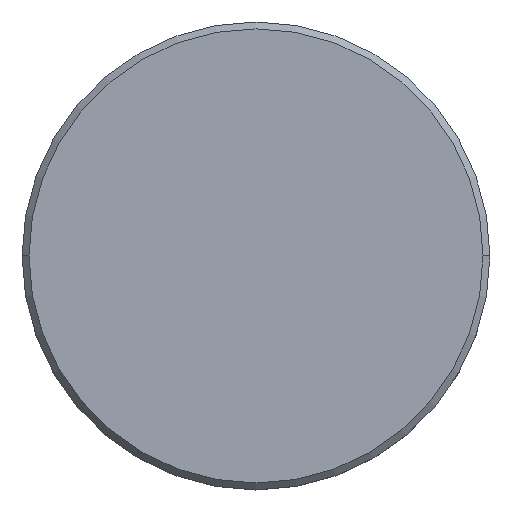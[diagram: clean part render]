
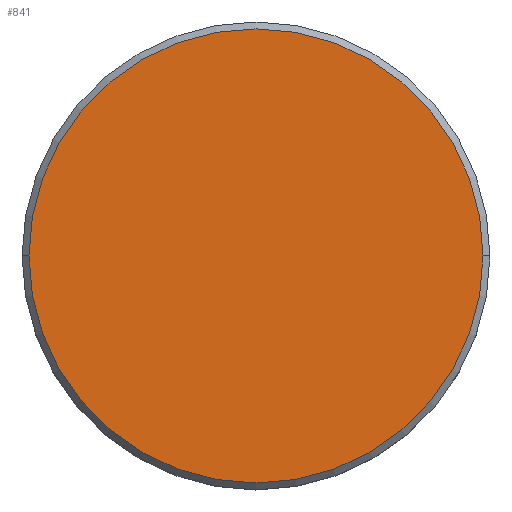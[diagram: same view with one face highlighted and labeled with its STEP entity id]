
A CAD part, top view. The second image highlights one B-rep face of the part: STEP entity #841.
In plain terms, the highlighted planar face has unit normal (0, 0, 1).
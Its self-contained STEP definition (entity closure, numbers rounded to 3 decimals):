
#70 = ORIENTED_EDGE ( 'NONE', *, *, #336, .T. ) ;
#82 = CARTESIAN_POINT ( 'NONE',  ( -16.5, 0., 0. ) ) ;
#83 = FACE_OUTER_BOUND ( 'NONE', #115, .T. ) ;
#115 = EDGE_LOOP ( 'NONE', ( #70, #409 ) ) ;
#117 = DIRECTION ( 'NONE',  ( 1., 0., 0. ) ) ;
#185 = CARTESIAN_POINT ( 'NONE',  ( 16.5, 0., 0. ) ) ;
#209 = CARTESIAN_POINT ( 'NONE',  ( 0., 0., 0. ) ) ;
#316 = DIRECTION ( 'NONE',  ( 1., 0., 0. ) ) ;
#336 = EDGE_CURVE ( 'NONE', #416, #851, #1081, .T. ) ;
#362 = DIRECTION ( 'NONE',  ( 1., 0., 0. ) ) ;
#366 = PLANE ( 'NONE',  #1119 ) ;
#409 = ORIENTED_EDGE ( 'NONE', *, *, #940, .T. ) ;
#416 = VERTEX_POINT ( 'NONE', #82 ) ;
#446 = DIRECTION ( 'NONE',  ( 0., 0., 1. ) ) ;
#457 = CARTESIAN_POINT ( 'NONE',  ( 0., 0., 0. ) ) ;
#501 = DIRECTION ( 'NONE',  ( 0., 0., 1. ) ) ;
#587 = DIRECTION ( 'NONE',  ( 0., 0., 1. ) ) ;
#674 = AXIS2_PLACEMENT_3D ( 'NONE', #946, #587, #316 ) ;
#750 = CIRCLE ( 'NONE', #1034, 16.5 ) ;
#841 = ADVANCED_FACE ( 'NONE', ( #83 ), #366, .T. ) ;
#851 = VERTEX_POINT ( 'NONE', #185 ) ;
#940 = EDGE_CURVE ( 'NONE', #851, #416, #750, .T. ) ;
#946 = CARTESIAN_POINT ( 'NONE',  ( 0., 0., 0. ) ) ;
#1034 = AXIS2_PLACEMENT_3D ( 'NONE', #209, #501, #117 ) ;
#1081 = CIRCLE ( 'NONE', #674, 16.5 ) ;
#1119 = AXIS2_PLACEMENT_3D ( 'NONE', #457, #446, #362 ) ;
